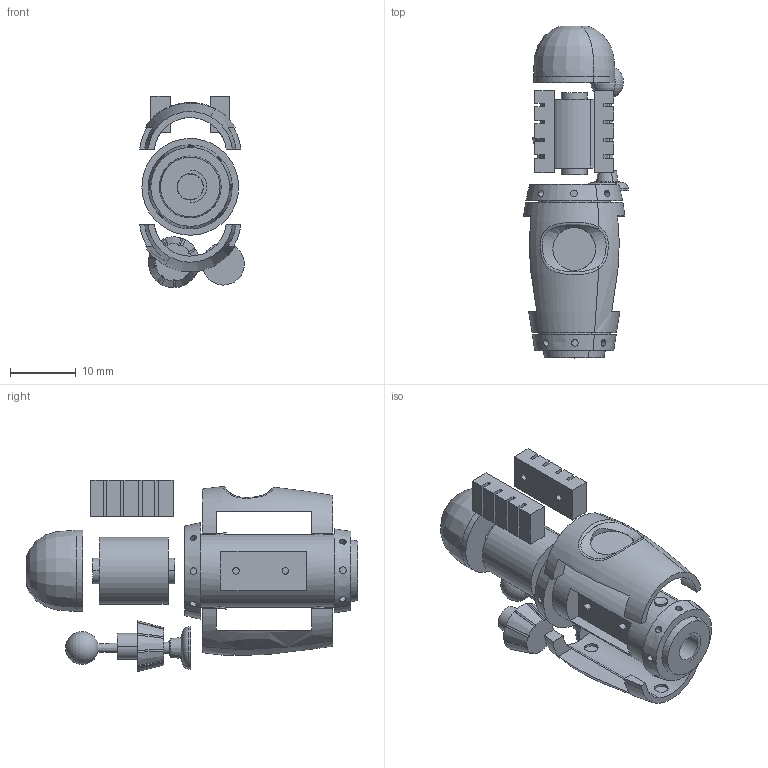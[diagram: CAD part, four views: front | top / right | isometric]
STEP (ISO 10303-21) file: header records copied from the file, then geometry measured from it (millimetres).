
FILE_DESCRIPTION(('CATIA V5 STEP Exchange'),'2;1');
FILE_NAME('Rick_Morty_Dream_Tool.stp','2019-04-10T18:29:30+00:00',('none'),('none'),'CATIA Version 5 Release 19 GA (IN-10)','CATIA V5 STEP AP203','none');
FILE_SCHEMA(('CONFIG_CONTROL_DESIGN'));
Length unit declared in the file: millimetre
Products named in the file (1): SolidCenter_FullParts
Bounding box: 15.87 x 50.36 x 29.06 mm (x, y, z)
Volume: 5229.7 mm3; surface area: 5463 mm2
Topology: 9 solids, 10 shells, 276 faces, 637 edges, 422 vertices
Faces by surface type: plane 118, cylinder 110, cone 25, extrusion 11, revolution 6, bspline 2, sphere 2, torus 2
Entity records: 8714 total; most frequent: CARTESIAN_POINT 3163, ORIENTED_EDGE 1264, DIRECTION 783, EDGE_CURVE 635, VERTEX_POINT 422, AXIS2_PLACEMENT_3D 338, EDGE_LOOP 324, VECTOR 302
